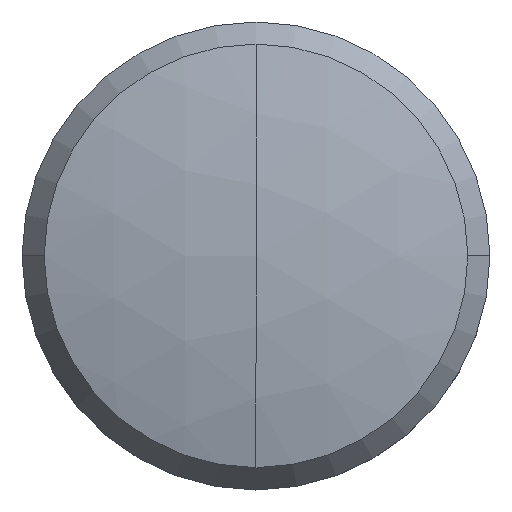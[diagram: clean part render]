
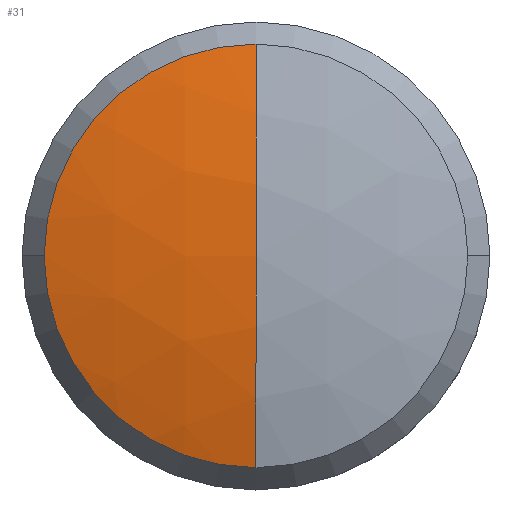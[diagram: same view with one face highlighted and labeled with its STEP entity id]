
A CAD part, top view. The second image highlights one B-rep face of the part: STEP entity #31.
In plain terms, the highlighted spherical face has radius 8.8 mm.
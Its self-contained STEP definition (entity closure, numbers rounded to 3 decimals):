
#9 = VERTEX_POINT ( 'NONE', #177 ) ;
#10 = ORIENTED_EDGE ( 'NONE', *, *, #55, .T. ) ;
#18 = ORIENTED_EDGE ( 'NONE', *, *, #298, .T. ) ;
#31 = ADVANCED_FACE ( 'NONE', ( #154 ), #335, .T. ) ;
#55 = EDGE_CURVE ( 'NONE', #9, #108, #107, .T. ) ;
#59 = DIRECTION ( 'NONE',  ( -1., 0., 0. ) ) ;
#66 = CIRCLE ( 'NONE', #155, 8.8 ) ;
#70 = DIRECTION ( 'NONE',  ( 1., 0., 0. ) ) ;
#76 = VERTEX_POINT ( 'NONE', #82 ) ;
#82 = CARTESIAN_POINT ( 'NONE',  ( 0., 0., 1.1 ) ) ;
#92 = CIRCLE ( 'NONE', #116, 2.264 ) ;
#107 = CIRCLE ( 'NONE', #271, 2.264 ) ;
#108 = VERTEX_POINT ( 'NONE', #179 ) ;
#113 = CARTESIAN_POINT ( 'NONE',  ( 0., 0., -7.7 ) ) ;
#115 = VERTEX_POINT ( 'NONE', #117 ) ;
#116 = AXIS2_PLACEMENT_3D ( 'NONE', #151, #140, #144 ) ;
#117 = CARTESIAN_POINT ( 'NONE',  ( 0., -2.264, 0.804 ) ) ;
#118 = EDGE_LOOP ( 'NONE', ( #10, #18, #232, #204 ) ) ;
#123 = DIRECTION ( 'NONE',  ( 0., 0., -1. ) ) ;
#138 = CARTESIAN_POINT ( 'NONE',  ( 0., 0., 0.804 ) ) ;
#140 = DIRECTION ( 'NONE',  ( 0., 0., 1. ) ) ;
#144 = DIRECTION ( 'NONE',  ( -1., 0., 0. ) ) ;
#151 = CARTESIAN_POINT ( 'NONE',  ( 0., 0., 0.804 ) ) ;
#152 = EDGE_CURVE ( 'NONE', #9, #76, #66, .T. ) ;
#154 = FACE_OUTER_BOUND ( 'NONE', #118, .T. ) ;
#155 = AXIS2_PLACEMENT_3D ( 'NONE', #113, #70, #123 ) ;
#157 = CARTESIAN_POINT ( 'NONE',  ( 0., 0., -7.7 ) ) ;
#167 = DIRECTION ( 'NONE',  ( 0., 0., 1. ) ) ;
#177 = CARTESIAN_POINT ( 'NONE',  ( 0., 2.264, 0.804 ) ) ;
#179 = CARTESIAN_POINT ( 'NONE',  ( -2.264, 0., 0.804 ) ) ;
#194 = AXIS2_PLACEMENT_3D ( 'NONE', #268, #301, #226 ) ;
#204 = ORIENTED_EDGE ( 'NONE', *, *, #152, .F. ) ;
#213 = EDGE_CURVE ( 'NONE', #115, #76, #326, .T. ) ;
#226 = DIRECTION ( 'NONE',  ( 0., -1., 0. ) ) ;
#232 = ORIENTED_EDGE ( 'NONE', *, *, #213, .T. ) ;
#268 = CARTESIAN_POINT ( 'NONE',  ( 0., 0., -7.7 ) ) ;
#271 = AXIS2_PLACEMENT_3D ( 'NONE', #138, #167, #309 ) ;
#298 = EDGE_CURVE ( 'NONE', #108, #115, #92, .T. ) ;
#301 = DIRECTION ( 'NONE',  ( -1., 0., 0. ) ) ;
#306 = AXIS2_PLACEMENT_3D ( 'NONE', #157, #59, #358 ) ;
#309 = DIRECTION ( 'NONE',  ( -1., 0., 0. ) ) ;
#326 = CIRCLE ( 'NONE', #194, 8.8 ) ;
#335 = SPHERICAL_SURFACE ( 'NONE', #306, 8.8 ) ;
#358 = DIRECTION ( 'NONE',  ( 0., 1., 0. ) ) ;
